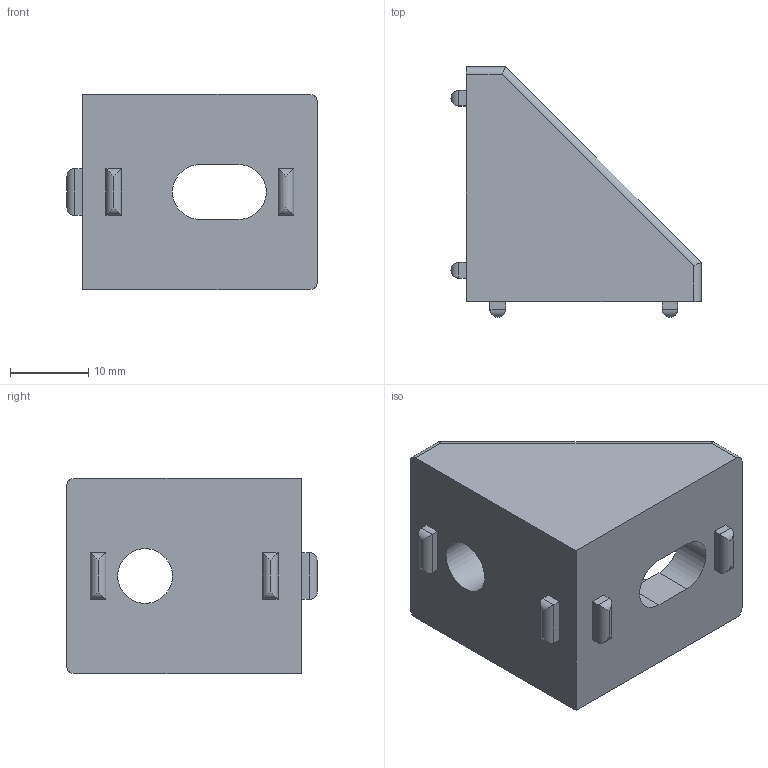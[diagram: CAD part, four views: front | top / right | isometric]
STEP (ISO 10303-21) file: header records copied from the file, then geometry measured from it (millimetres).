
FILE_DESCRIPTION(/* description */ (''),/* implementation_level */ '2;1');
FILE_NAME(/* name */ 'DCB3025-6.stp',/* time_stamp */ '2025-03-26T16:40:44+08:00',/* author */ ('1091212-1'),/* organization */ (''),/* preprocessor_version */ 'ST-DEVELOPER v15.6',/* originating_system */ 'Autodesk Inventor 2015',/* authorisation */ '');
FILE_SCHEMA (('AUTOMOTIVE_DESIGN { 1 0 10303 214 3 1 1 }'));
Length unit declared in the file: millimetre
Products named in the file (1): DCB3025-6
Bounding box: 32 x 32 x 25 mm (x, y, z)
Volume: 8254.6 mm3; surface area: 4816.3 mm2
Topology: 1 solids, 1 shells, 57 faces, 125 edges, 74 vertices
Faces by surface type: plane 33, cylinder 24
Full cylindrical faces by diameter (mm): 7 x1
Entity records: 1552 total; most frequent: DIRECTION 270, CARTESIAN_POINT 256, ORIENTED_EDGE 248, EDGE_CURVE 124, LINE 94, VECTOR 94, AXIS2_PLACEMENT_3D 88, VERTEX_POINT 74
